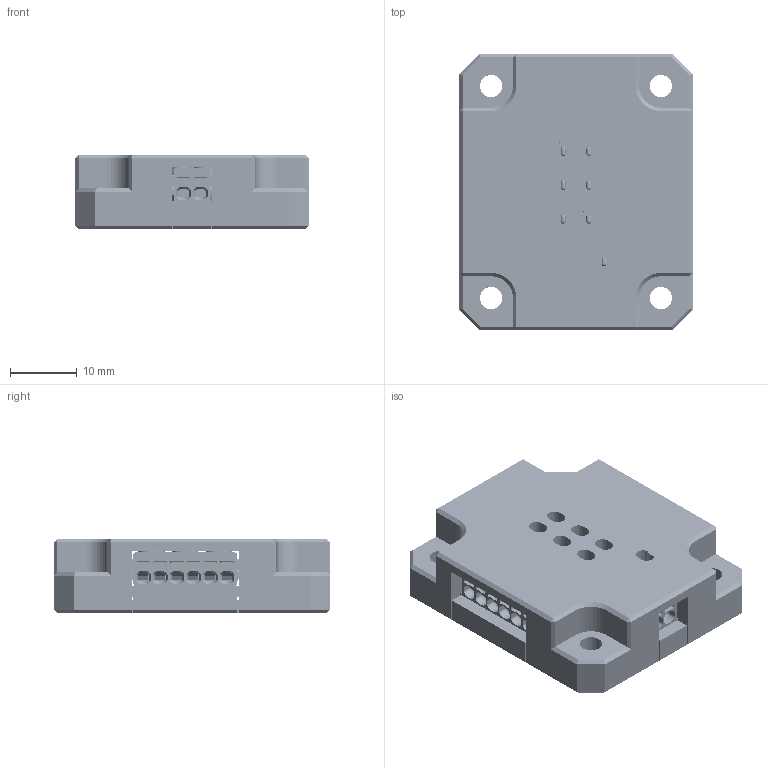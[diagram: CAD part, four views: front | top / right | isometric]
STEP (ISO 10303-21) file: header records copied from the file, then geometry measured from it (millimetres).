
FILE_DESCRIPTION(/* description */ (''),/* implementation_level */ '2;1');
FILE_NAME(/* name */ 'PWR-20001.step',/* time_stamp */ '2024-11-06T08:37:34-06:00',/* author */ (''),/* organization */ (''),/* preprocessor_version */ 'ST-DEVELOPER v20',/* originating_system */ 'Autodesk Translation Framework v13.20.0.188',/* authorisation */ '');
FILE_SCHEMA (('AUTOMOTIVE_DESIGN { 1 0 10303 214 3 1 1 }'));
Products named in the file (19): 6pin_SC_Enclosure_R02; Enclosure; 95893A166_Flat Head Thread-Forming Screws for Plastic; 6pin_SC_R02; Board; 1-copper; 16-copper; 1-soldermask; 16-soldermask; Packages; CHIPLED_0603; FIDUCIAL_1MM; FZ1206; STANDOFF_M2; LOGO_5MM_STEIN; 1702473; PHOENIX_1770924; PHOENIX_1771062; R0603
Assembly tree (44 placements, depth 4):
  6pin_SC_Enclosure_R02
    Enclosure
      95893A166_Flat Head Thread-Forming Screws for Plastic  x3
    6pin_SC_R02
      Board
      1-copper
      16-copper
      1-soldermask
      16-soldermask
      Packages
        CHIPLED_0603  x7
        FIDUCIAL_1MM  x3
        FZ1206  x6
        STANDOFF_M2  x3
        LOGO_5MM_STEIN  x2
        1702473
        PHOENIX_1770924  x2
        PHOENIX_1771062  x2
        R0603  x7
Bounding box: 34.98 x 41.33 x 11.05 mm (x, y, z)
Volume: 11629.6 mm3; surface area: 24466.4 mm2
Topology: 213 solids, 213 shells, 9528 faces, 25558 edges, 16611 vertices
Faces by surface type: plane 6478, cylinder 2513, cone 232, sphere 208, bspline 94, torus 3
Full cylindrical faces by diameter (mm): 0.235 x164, 0.305 x200, 1 x3, 1.13 x77, 1.2 x96, 1.987 x3, 2.14 x18, 2.35 x6, 2.5 x9, 3.35 x4
Entity records: 218957 total; most frequent: CARTESIAN_POINT 41336, ORIENTED_EDGE 36894, DIRECTION 35542, EDGE_CURVE 18447, LINE 14638, VECTOR 14638, VERTEX_POINT 12137, AXIS2_PLACEMENT_3D 10452
